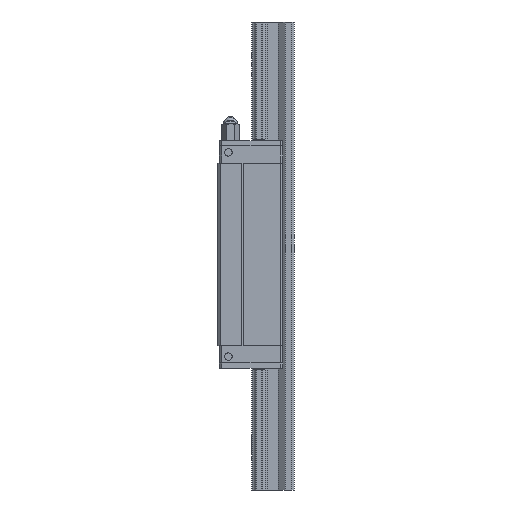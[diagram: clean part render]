
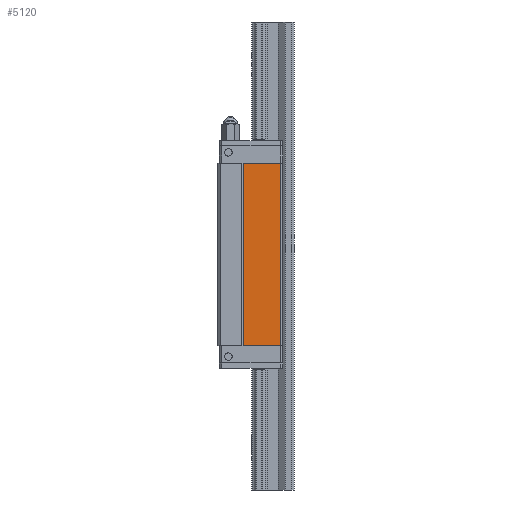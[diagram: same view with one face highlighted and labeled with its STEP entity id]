
A CAD part, left-side view. The second image highlights one B-rep face of the part: STEP entity #5120.
In plain terms, the highlighted planar face has unit normal (-1, 0, 0).
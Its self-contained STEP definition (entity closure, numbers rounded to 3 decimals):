
#265 = LINE ( 'NONE', #6884, #482 ) ;
#482 = VECTOR ( 'NONE', #6019, 1000. ) ;
#584 = VERTEX_POINT ( 'NONE', #6844 ) ;
#1052 = DIRECTION ( 'NONE',  ( 0., 0., 1. ) ) ;
#1229 = CARTESIAN_POINT ( 'NONE',  ( -23.5, -11.9, 0. ) ) ;
#1247 = EDGE_CURVE ( 'NONE', #2045, #584, #6780, .T. ) ;
#1481 = VECTOR ( 'NONE', #7132, 1000. ) ;
#1825 = DIRECTION ( 'NONE',  ( 0., 0., 1. ) ) ;
#1887 = CARTESIAN_POINT ( 'NONE',  ( -23.5, -11.9, -86. ) ) ;
#2045 = VERTEX_POINT ( 'NONE', #4371 ) ;
#2184 = LINE ( 'NONE', #7989, #1481 ) ;
#2621 = ORIENTED_EDGE ( 'NONE', *, *, #3498, .T. ) ;
#2679 = DIRECTION ( 'NONE',  ( -1., 0., 0. ) ) ;
#2742 = LINE ( 'NONE', #1887, #3339 ) ;
#2861 = EDGE_CURVE ( 'NONE', #7981, #584, #265, .T. ) ;
#3339 = VECTOR ( 'NONE', #1052, 1000. ) ;
#3367 = EDGE_LOOP ( 'NONE', ( #7602, #3950, #2621, #7830 ) ) ;
#3465 = FACE_OUTER_BOUND ( 'NONE', #3367, .T. ) ;
#3498 = EDGE_CURVE ( 'NONE', #7453, #2045, #2184, .T. ) ;
#3528 = CARTESIAN_POINT ( 'NONE',  ( -23.5, -29.5, -86. ) ) ;
#3691 = CARTESIAN_POINT ( 'NONE',  ( -23.5, -11.9, -86. ) ) ;
#3950 = ORIENTED_EDGE ( 'NONE', *, *, #4354, .F. ) ;
#4334 = AXIS2_PLACEMENT_3D ( 'NONE', #3528, #2679, #1825 ) ;
#4354 = EDGE_CURVE ( 'NONE', #7453, #7981, #2742, .T. ) ;
#4365 = VECTOR ( 'NONE', #5060, 1000. ) ;
#4371 = CARTESIAN_POINT ( 'NONE',  ( -23.5, -29.5, -86. ) ) ;
#4388 = PLANE ( 'NONE',  #4334 ) ;
#5060 = DIRECTION ( 'NONE',  ( 0., 0., 1. ) ) ;
#5120 = ADVANCED_FACE ( 'NONE', ( #3465 ), #4388, .T. ) ;
#5920 = CARTESIAN_POINT ( 'NONE',  ( -23.5, -29.5, -86. ) ) ;
#6019 = DIRECTION ( 'NONE',  ( 0., -1., 0. ) ) ;
#6780 = LINE ( 'NONE', #5920, #4365 ) ;
#6844 = CARTESIAN_POINT ( 'NONE',  ( -23.5, -29.5, 0. ) ) ;
#6884 = CARTESIAN_POINT ( 'NONE',  ( -23.5, -29.5, 0. ) ) ;
#7132 = DIRECTION ( 'NONE',  ( 0., -1., 0. ) ) ;
#7453 = VERTEX_POINT ( 'NONE', #3691 ) ;
#7602 = ORIENTED_EDGE ( 'NONE', *, *, #2861, .F. ) ;
#7830 = ORIENTED_EDGE ( 'NONE', *, *, #1247, .T. ) ;
#7981 = VERTEX_POINT ( 'NONE', #1229 ) ;
#7989 = CARTESIAN_POINT ( 'NONE',  ( -23.5, -29.5, -86. ) ) ;
